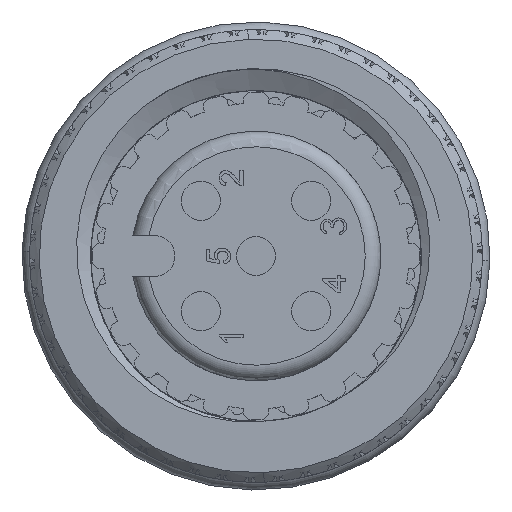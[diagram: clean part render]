
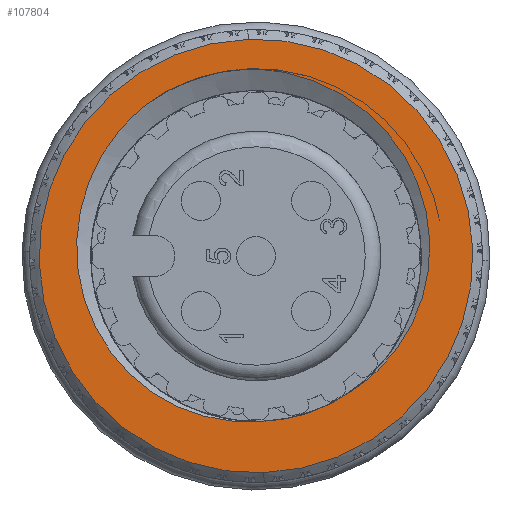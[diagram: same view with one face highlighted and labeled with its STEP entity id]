
A CAD part, left-side view. The second image highlights one B-rep face of the part: STEP entity #107804.
In plain terms, the highlighted face is planar.
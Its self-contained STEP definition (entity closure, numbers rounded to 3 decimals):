
#17905=CARTESIAN_POINT('',(36.5,0.,0.3));
#17906=DIRECTION('',(1.,0.,0.));
#17907=DIRECTION('',(0.,0.999,0.036));
#17908=AXIS2_PLACEMENT_3D('',#17905,#17906,#17907);
#17910=CARTESIAN_POINT('',(36.5,0.,0.3));
#17911=DIRECTION('',(1.,0.,0.));
#17912=DIRECTION('',(0.,-0.999,-0.036));
#17913=AXIS2_PLACEMENT_3D('',#17910,#17911,#17912);
#17915=CARTESIAN_POINT('',(36.5,6.,
0.351));
#17916=CARTESIAN_POINT('',(36.5,5.993,
0.155));
#17917=CARTESIAN_POINT('',(36.5,5.959,
-0.236));
#17918=CARTESIAN_POINT('',(36.5,5.85,
-0.821));
#17919=CARTESIAN_POINT('',(36.5,5.681,
-1.394));
#17920=CARTESIAN_POINT('',(36.5,5.454,
-1.948));
#17921=CARTESIAN_POINT('',(36.5,5.173,
-2.476));
#17922=CARTESIAN_POINT('',(36.5,4.841,
-2.971));
#17923=CARTESIAN_POINT('',(36.5,4.461,
-3.429));
#17924=CARTESIAN_POINT('',(36.5,4.042,
-3.843));
#17925=CARTESIAN_POINT('',(36.5,3.587,
-4.207));
#17926=CARTESIAN_POINT('',(36.5,3.104,
-4.519));
#17927=CARTESIAN_POINT('',(36.5,2.593,
-4.781));
#17928=CARTESIAN_POINT('',(36.5,2.056,-4.99));
#17929=CARTESIAN_POINT('',(36.5,1.498,-5.145));
#17930=CARTESIAN_POINT('',(36.5,0.927,-5.242));
#17931=CARTESIAN_POINT('',(36.5,0.354,
-5.28));
#17932=CARTESIAN_POINT('',(36.5,-0.214,
-5.26));
#17933=CARTESIAN_POINT('',(36.5,-0.772,
-5.182));
#17934=CARTESIAN_POINT('',(36.5,-1.317,
-5.048));
#17935=CARTESIAN_POINT('',(36.5,-1.847,
-4.859));
#17936=CARTESIAN_POINT('',(36.5,-2.351,
-4.617));
#17937=CARTESIAN_POINT('',(36.5,-2.832,
-4.323));
#17938=CARTESIAN_POINT('',(36.5,-3.282,
-3.979));
#17939=CARTESIAN_POINT('',(36.5,-3.688,
-3.597));
#17940=CARTESIAN_POINT('',(36.5,-4.047,
-3.18));
#17941=CARTESIAN_POINT('',(36.5,-4.254,
-2.883));
#17942=CARTESIAN_POINT('',(36.5,-4.349,
-2.729));
#17944=CARTESIAN_POINT('',(36.5,4.833,3.855));
#17945=CARTESIAN_POINT('',(36.5,4.957,3.687));
#17946=CARTESIAN_POINT('',(36.5,5.186,3.339));
#17947=CARTESIAN_POINT('',(36.5,5.476,2.779));
#17948=CARTESIAN_POINT('',(36.5,5.704,2.195));
#17949=CARTESIAN_POINT('',(36.5,5.871,1.591));
#17950=CARTESIAN_POINT('',(36.5,5.973,
0.972));
#17951=CARTESIAN_POINT('',(36.5,5.998,
0.559));
#17952=CARTESIAN_POINT('',(36.5,6.,
0.351));
#17954=CARTESIAN_POINT('',(36.5,-5.297,0.11));
#17955=CARTESIAN_POINT('',(36.5,-5.313,0.302));
#17956=CARTESIAN_POINT('',(36.5,-5.325,0.686));
#17957=CARTESIAN_POINT('',(36.5,-5.281,1.267));
#17958=CARTESIAN_POINT('',(36.5,-5.175,1.841));
#17959=CARTESIAN_POINT('',(36.5,-5.008,2.4));
#17960=CARTESIAN_POINT('',(36.5,-4.782,2.935));
#17961=CARTESIAN_POINT('',(36.5,-4.501,3.443));
#17962=CARTESIAN_POINT('',(36.5,-4.166,3.919));
#17963=CARTESIAN_POINT('',(36.5,-3.775,4.364));
#17964=CARTESIAN_POINT('',(36.5,-3.333,4.77));
#17965=CARTESIAN_POINT('',(36.5,-2.849,5.128));
#17966=CARTESIAN_POINT('',(36.5,-2.332,5.431));
#17967=CARTESIAN_POINT('',(36.5,-1.787,5.676));
#17968=CARTESIAN_POINT('',(36.5,-1.221,5.863));
#17969=CARTESIAN_POINT('',(36.5,-0.637,5.988));
#17970=CARTESIAN_POINT('',(36.5,-0.035,6.051));
#17971=CARTESIAN_POINT('',(36.5,0.576,
6.051));
#17972=CARTESIAN_POINT('',(36.5,1.186,5.987));
#17973=CARTESIAN_POINT('',(36.5,1.781,5.86));
#17974=CARTESIAN_POINT('',(36.5,2.364,5.671));
#17975=CARTESIAN_POINT('',(36.5,2.928,5.42));
#17976=CARTESIAN_POINT('',(36.5,3.461,5.111));
#17977=CARTESIAN_POINT('',(36.5,3.96,4.747));
#17978=CARTESIAN_POINT('',(36.5,4.421,4.33));
#17979=CARTESIAN_POINT('',(36.5,4.7,4.019));
#17980=CARTESIAN_POINT('',(36.5,4.833,3.855));
#17982=CARTESIAN_POINT('',(36.5,0.,0.3));
#17983=DIRECTION('',(-1.,0.,0.));
#17984=DIRECTION('',(0.,-0.821,-0.572));
#17985=AXIS2_PLACEMENT_3D('',#17982,#17983,#17984);
#17987=CARTESIAN_POINT('',(36.5,-4.349,
-2.729));
#18826=CARTESIAN_POINT('',(36.5,6.,
0.351));
#64566=VERTEX_POINT('',#17987);
#65683=VERTEX_POINT('',#18826);
#65869=CARTESIAN_POINT('',(36.5,6.946,0.549));
#65870=VERTEX_POINT('',#65869);
#65955=VERTEX_POINT('',#17954);
#65956=VERTEX_POINT('',#17980);
#66871=CARTESIAN_POINT('',(36.5,-6.946,0.051));
#66872=VERTEX_POINT('',#66871);
#107785=CARTESIAN_POINT('',(36.5,0.,0.3));
#107786=DIRECTION('',(-1.,0.,0.));
#107787=DIRECTION('',(0.,0.999,0.036));
#107788=AXIS2_PLACEMENT_3D('',#107785,#107786,#107787);
#107789=PLANE('',#107788);
#107790=ORIENTED_EDGE('',*,*,#107467,.F.);
#107791=ORIENTED_EDGE('',*,*,#107477,.F.);
#107792=EDGE_LOOP('',(#107790,#107791));
#107793=FACE_OUTER_BOUND('',#107792,.F.);
#107795=ORIENTED_EDGE('',*,*,#107794,.F.);
#107797=ORIENTED_EDGE('',*,*,#107796,.F.);
#107799=ORIENTED_EDGE('',*,*,#107798,.F.);
#107801=ORIENTED_EDGE('',*,*,#107800,.F.);
#107802=EDGE_LOOP('',(#107795,#107797,#107799,#107801));
#107803=FACE_BOUND('',#107802,.F.);
#107804=ADVANCED_FACE('',(#107793,#107803),#107789,.F.);
#17909=CIRCLE('',#17908,6.95);
#17914=CIRCLE('',#17913,6.95);
#17943=B_SPLINE_CURVE_WITH_KNOTS('',3,(#17915,#17916,#17917,#17918,#17919,
#17920,#17921,#17922,#17923,#17924,#17925,#17926,#17927,#17928,#17929,#17930,
#17931,#17932,#17933,#17934,#17935,#17936,#17937,#17938,#17939,#17940,#17941,
#17942),.UNSPECIFIED.,.F.,.F.,(4,1,1,1,1,1,1,1,1,1,1,1,1,1,1,1,1,1,1,1,1,1,1,1,
1,4),(0.,0.04,0.08,0.12,0.16,0.2,0.24,0.28,0.32,0.36,0.4,
0.44,0.48,0.52,0.56,0.6,0.64,0.68,0.72,0.76,0.8,0.84,
0.88,0.92,0.96,1.),.UNSPECIFIED.);
#17953=B_SPLINE_CURVE_WITH_KNOTS('',3,(#17944,#17945,#17946,#17947,#17948,
#17949,#17950,#17951,#17952),.UNSPECIFIED.,.F.,.F.,(4,1,1,1,1,1,4),(0.,
0.167,0.333,0.5,0.667,0.833,
1.),.UNSPECIFIED.);
#17981=B_SPLINE_CURVE_WITH_KNOTS('',3,(#17954,#17955,#17956,#17957,#17958,
#17959,#17960,#17961,#17962,#17963,#17964,#17965,#17966,#17967,#17968,#17969,
#17970,#17971,#17972,#17973,#17974,#17975,#17976,#17977,#17978,#17979,#17980),
.UNSPECIFIED.,.F.,.F.,(4,1,1,1,1,1,1,1,1,1,1,1,1,1,1,1,1,1,1,1,1,1,1,1,4),(0.,
0.042,0.083,0.125,0.167,0.208,
0.25,0.292,0.333,0.375,0.417,
0.458,0.5,0.542,0.583,0.625,
0.667,0.708,0.75,0.792,0.833,
0.875,0.917,0.958,1.),.UNSPECIFIED.);
#17986=CIRCLE('',#17985,5.3);
#107467=EDGE_CURVE('',#65870,#66872,#17909,.T.);
#107477=EDGE_CURVE('',#66872,#65870,#17914,.T.);
#107794=EDGE_CURVE('',#65683,#64566,#17943,.T.);
#107796=EDGE_CURVE('',#65956,#65683,#17953,.T.);
#107798=EDGE_CURVE('',#65955,#65956,#17981,.T.);
#107800=EDGE_CURVE('',#64566,#65955,#17986,.T.);
